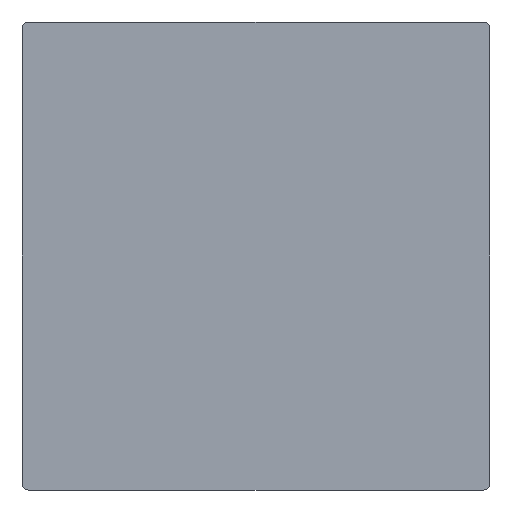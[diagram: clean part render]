
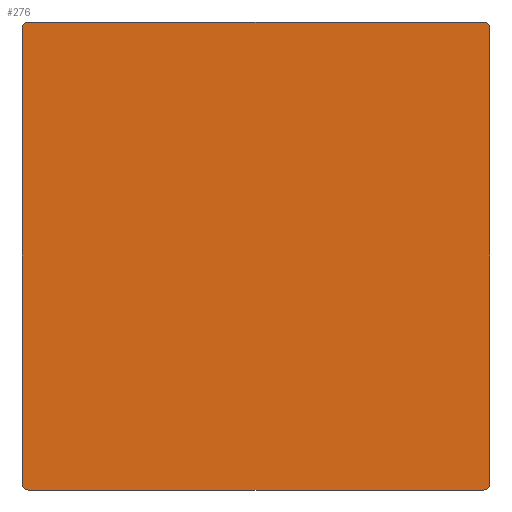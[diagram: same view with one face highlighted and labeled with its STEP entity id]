
A CAD part, front view. The second image highlights one B-rep face of the part: STEP entity #276.
In plain terms, the highlighted planar face has unit normal (0, -1, 0).
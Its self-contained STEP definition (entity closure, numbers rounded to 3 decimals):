
#18=CIRCLE('',#296,0.5);
#23=CIRCLE('',#304,0.5);
#24=CIRCLE('',#307,0.5);
#25=CIRCLE('',#310,0.5);
#47=FACE_OUTER_BOUND('',#65,.T.);
#65=EDGE_LOOP('',(#242,#243,#244,#245,#246,#247,#248,#249));
#78=LINE('',#429,#104);
#84=LINE('',#451,#110);
#88=LINE('',#460,#114);
#91=LINE('',#472,#117);
#104=VECTOR('',#345,10.);
#110=VECTOR('',#367,10.);
#114=VECTOR('',#377,10.);
#117=VECTOR('',#394,10.);
#126=VERTEX_POINT('',#419);
#127=VERTEX_POINT('',#421);
#129=VERTEX_POINT('',#427);
#136=VERTEX_POINT('',#445);
#137=VERTEX_POINT('',#449);
#138=VERTEX_POINT('',#454);
#139=VERTEX_POINT('',#458);
#140=VERTEX_POINT('',#462);
#152=EDGE_CURVE('',#126,#127,#18,.T.);
#156=EDGE_CURVE('',#126,#129,#78,.T.);
#165=EDGE_CURVE('',#136,#129,#23,.T.);
#167=EDGE_CURVE('',#136,#137,#84,.T.);
#170=EDGE_CURVE('',#138,#137,#24,.T.);
#172=EDGE_CURVE('',#138,#139,#88,.T.);
#174=EDGE_CURVE('',#140,#139,#25,.T.);
#177=EDGE_CURVE('',#140,#127,#91,.T.);
#242=ORIENTED_EDGE('',*,*,#152,.F.);
#243=ORIENTED_EDGE('',*,*,#156,.T.);
#244=ORIENTED_EDGE('',*,*,#165,.F.);
#245=ORIENTED_EDGE('',*,*,#167,.T.);
#246=ORIENTED_EDGE('',*,*,#170,.F.);
#247=ORIENTED_EDGE('',*,*,#172,.T.);
#248=ORIENTED_EDGE('',*,*,#174,.F.);
#249=ORIENTED_EDGE('',*,*,#177,.T.);
#260=PLANE('',#316);
#276=ADVANCED_FACE('',(#47),#260,.F.);
#296=AXIS2_PLACEMENT_3D('',#422,#338,#339);
#304=AXIS2_PLACEMENT_3D('',#447,#362,#363);
#307=AXIS2_PLACEMENT_3D('',#456,#372,#373);
#310=AXIS2_PLACEMENT_3D('',#464,#381,#382);
#316=AXIS2_PLACEMENT_3D('',#473,#395,#396);
#338=DIRECTION('center_axis',(0.,1.,0.));
#339=DIRECTION('ref_axis',(-0.707,0.,-0.707));
#345=DIRECTION('',(1.,0.,0.));
#362=DIRECTION('center_axis',(0.,1.,0.));
#363=DIRECTION('ref_axis',(0.707,0.,-0.707));
#367=DIRECTION('',(0.,0.,1.));
#372=DIRECTION('center_axis',(0.,1.,0.));
#373=DIRECTION('ref_axis',(0.707,0.,0.707));
#377=DIRECTION('',(-1.,0.,0.));
#381=DIRECTION('center_axis',(0.,1.,0.));
#382=DIRECTION('ref_axis',(-0.707,0.,0.707));
#394=DIRECTION('',(0.,0.,-1.));
#395=DIRECTION('center_axis',(0.,1.,0.));
#396=DIRECTION('ref_axis',(1.,0.,0.));
#419=CARTESIAN_POINT('',(-17.,0.,-17.5));
#421=CARTESIAN_POINT('',(-17.5,0.,-17.));
#422=CARTESIAN_POINT('Origin',(-17.,0.,-17.));
#427=CARTESIAN_POINT('',(17.,0.,-17.5));
#429=CARTESIAN_POINT('',(-17.5,0.,-17.5));
#445=CARTESIAN_POINT('',(17.5,0.,-17.));
#447=CARTESIAN_POINT('Origin',(17.,0.,-17.));
#449=CARTESIAN_POINT('',(17.5,0.,17.));
#451=CARTESIAN_POINT('',(17.5,0.,-17.5));
#454=CARTESIAN_POINT('',(17.,0.,17.5));
#456=CARTESIAN_POINT('Origin',(17.,0.,17.));
#458=CARTESIAN_POINT('',(-17.,0.,17.5));
#460=CARTESIAN_POINT('',(17.5,0.,17.5));
#462=CARTESIAN_POINT('',(-17.5,0.,17.));
#464=CARTESIAN_POINT('Origin',(-17.,0.,17.));
#472=CARTESIAN_POINT('',(-17.5,0.,17.5));
#473=CARTESIAN_POINT('Origin',(0.,0.,0.));
